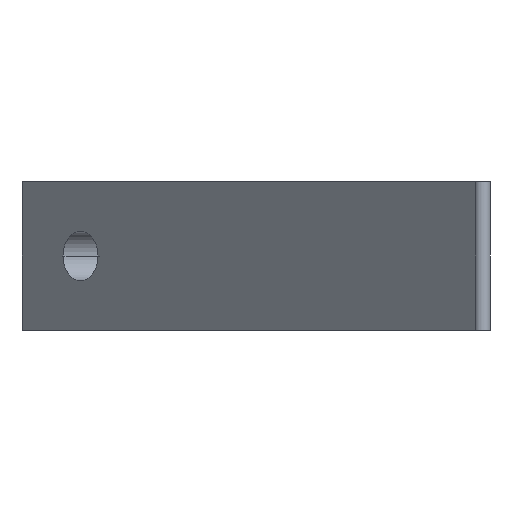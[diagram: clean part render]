
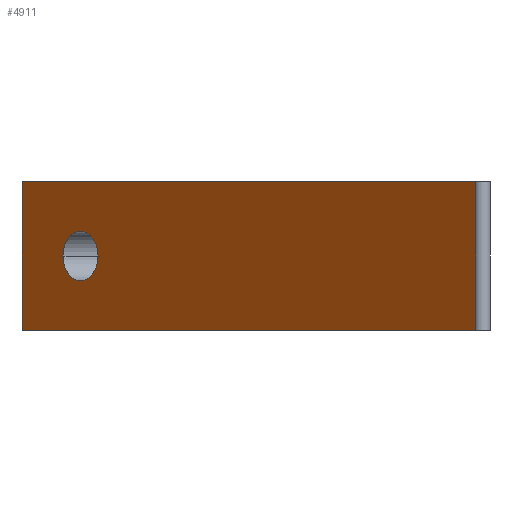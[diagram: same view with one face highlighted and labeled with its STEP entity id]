
A CAD part, left-side view. The second image highlights one B-rep face of the part: STEP entity #4911.
In plain terms, the highlighted planar face has unit normal (-0.707, 0.707, 0).
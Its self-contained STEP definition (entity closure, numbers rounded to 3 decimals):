
#42 = CARTESIAN_POINT ( 'NONE',  ( 10475.713, 2777.274, 10. ) ) ;
#298 = ORIENTED_EDGE ( 'NONE', *, *, #1873, .F. ) ;
#476 = VERTEX_POINT ( 'NONE', #3349 ) ;
#572 = AXIS2_PLACEMENT_3D ( 'NONE', #4029, #845, #4562 ) ;
#756 = VERTEX_POINT ( 'NONE', #2802 ) ;
#845 = DIRECTION ( 'NONE',  ( 0.707, -0.707, 0. ) ) ;
#920 = ORIENTED_EDGE ( 'NONE', *, *, #6067, .T. ) ;
#995 = EDGE_CURVE ( 'NONE', #5974, #476, #1081, .T. ) ;
#1081 = CIRCLE ( 'NONE', #5232, 3. ) ;
#1129 = DIRECTION ( 'NONE',  ( 0.707, -0.707, 0. ) ) ;
#1345 = VERTEX_POINT ( 'NONE', #4961 ) ;
#1384 = CARTESIAN_POINT ( 'NONE',  ( 10475.713, 2777.274, 0. ) ) ;
#1673 = CIRCLE ( 'NONE', #572, 3. ) ;
#1752 = CARTESIAN_POINT ( 'NONE',  ( 10470.764, 2772.324, 9. ) ) ;
#1873 = EDGE_CURVE ( 'NONE', #5247, #6236, #6833, .T. ) ;
#2108 = DIRECTION ( 'NONE',  ( -0.707, -0.707, 0. ) ) ;
#2528 = CARTESIAN_POINT ( 'NONE',  ( 10420.852, 2722.412, 18. ) ) ;
#2554 = CARTESIAN_POINT ( 'NONE',  ( 10475.713, 2777.274, 18. ) ) ;
#2614 = LINE ( 'NONE', #1384, #6393 ) ;
#2802 = CARTESIAN_POINT ( 'NONE',  ( 10475.713, 2777.274, 0. ) ) ;
#2838 = VECTOR ( 'NONE', #3231, 1000. ) ;
#2975 = DIRECTION ( 'NONE',  ( -0.707, -0.707, 0. ) ) ;
#3079 = DIRECTION ( 'NONE',  ( 0.707, -0.707, 0. ) ) ;
#3119 = LINE ( 'NONE', #3421, #5961 ) ;
#3186 = ORIENTED_EDGE ( 'NONE', *, *, #995, .T. ) ;
#3231 = DIRECTION ( 'NONE',  ( 0., 0., -1. ) ) ;
#3349 = CARTESIAN_POINT ( 'NONE',  ( 10466.521, 2768.081, 9. ) ) ;
#3421 = CARTESIAN_POINT ( 'NONE',  ( 10420.852, 2722.412, 10. ) ) ;
#3754 = FACE_BOUND ( 'NONE', #5617, .T. ) ;
#3782 = CARTESIAN_POINT ( 'NONE',  ( 10475.713, 2777.274, 10. ) ) ;
#4029 = CARTESIAN_POINT ( 'NONE',  ( 10468.642, 2770.203, 9. ) ) ;
#4098 = LINE ( 'NONE', #3782, #2838 ) ;
#4308 = PLANE ( 'NONE',  #6062 ) ;
#4399 = EDGE_CURVE ( 'NONE', #5247, #756, #4098, .T. ) ;
#4440 = ORIENTED_EDGE ( 'NONE', *, *, #5022, .T. ) ;
#4562 = DIRECTION ( 'NONE',  ( 0.707, 0.707, 0. ) ) ;
#4583 = EDGE_LOOP ( 'NONE', ( #5108, #920, #298, #6345 ) ) ;
#4851 = DIRECTION ( 'NONE',  ( 0.707, 0.707, 0. ) ) ;
#4911 = ADVANCED_FACE ( 'NONE', ( #3754, #6439 ), #4308, .F. ) ;
#4961 = CARTESIAN_POINT ( 'NONE',  ( 10420.852, 2722.412, 0. ) ) ;
#5022 = EDGE_CURVE ( 'NONE', #476, #5974, #1673, .T. ) ;
#5108 = ORIENTED_EDGE ( 'NONE', *, *, #5654, .T. ) ;
#5232 = AXIS2_PLACEMENT_3D ( 'NONE', #6304, #3079, #6832 ) ;
#5247 = VERTEX_POINT ( 'NONE', #2554 ) ;
#5310 = CARTESIAN_POINT ( 'NONE',  ( 10475.713, 2777.274, 18. ) ) ;
#5617 = EDGE_LOOP ( 'NONE', ( #4440, #3186 ) ) ;
#5654 = EDGE_CURVE ( 'NONE', #756, #1345, #2614, .T. ) ;
#5961 = VECTOR ( 'NONE', #6641, 1000. ) ;
#5974 = VERTEX_POINT ( 'NONE', #1752 ) ;
#6062 = AXIS2_PLACEMENT_3D ( 'NONE', #42, #1129, #4851 ) ;
#6067 = EDGE_CURVE ( 'NONE', #1345, #6236, #3119, .T. ) ;
#6236 = VERTEX_POINT ( 'NONE', #2528 ) ;
#6304 = CARTESIAN_POINT ( 'NONE',  ( 10468.642, 2770.203, 9. ) ) ;
#6345 = ORIENTED_EDGE ( 'NONE', *, *, #4399, .T. ) ;
#6393 = VECTOR ( 'NONE', #2975, 1000. ) ;
#6439 = FACE_OUTER_BOUND ( 'NONE', #4583, .T. ) ;
#6641 = DIRECTION ( 'NONE',  ( 0., 0., 1. ) ) ;
#6674 = VECTOR ( 'NONE', #2108, 1000. ) ;
#6832 = DIRECTION ( 'NONE',  ( 0.707, 0.707, 0. ) ) ;
#6833 = LINE ( 'NONE', #5310, #6674 ) ;
